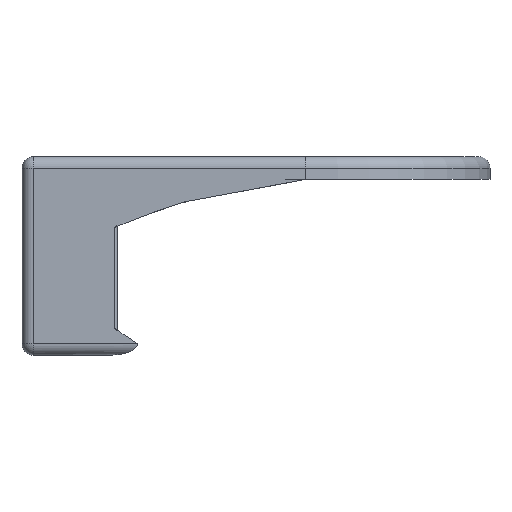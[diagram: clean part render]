
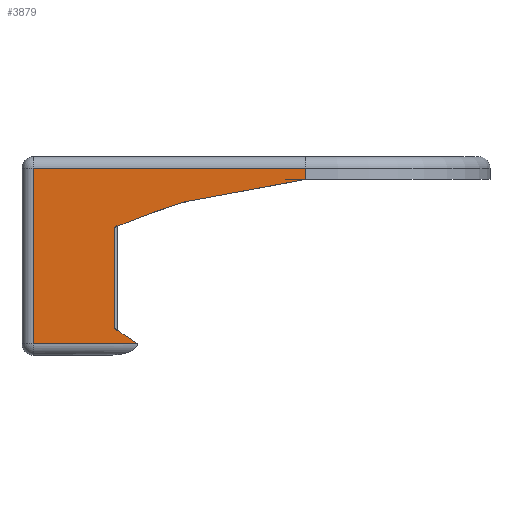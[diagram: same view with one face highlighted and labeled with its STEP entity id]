
A CAD part, left-side view. The second image highlights one B-rep face of the part: STEP entity #3879.
In plain terms, the highlighted planar face has unit normal (-1, 0, 0).
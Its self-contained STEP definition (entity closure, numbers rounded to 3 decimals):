
#32=(
BOUNDED_CURVE()
B_SPLINE_CURVE(2,(#6588,#6589,#6590),.UNSPECIFIED.,.F.,.F.)
B_SPLINE_CURVE_WITH_KNOTS((3,3),(0.992,1.145),
 .UNSPECIFIED.)
CURVE()
GEOMETRIC_REPRESENTATION_ITEM()
RATIONAL_B_SPLINE_CURVE((1.004,1.003,1.003))
REPRESENTATION_ITEM('')
);
#33=(
BOUNDED_CURVE()
B_SPLINE_CURVE(2,(#6591,#6592,#6593),.UNSPECIFIED.,.F.,.F.)
B_SPLINE_CURVE_WITH_KNOTS((3,3),(0.,0.352),.UNSPECIFIED.)
CURVE()
GEOMETRIC_REPRESENTATION_ITEM()
RATIONAL_B_SPLINE_CURVE((1.,1.001,1.))
REPRESENTATION_ITEM('')
);
#39=(
BOUNDED_CURVE()
B_SPLINE_CURVE(2,(#6752,#6753,#6754),.UNSPECIFIED.,.F.,.F.)
B_SPLINE_CURVE_WITH_KNOTS((3,3),(0.,1.17),.UNSPECIFIED.)
CURVE()
GEOMETRIC_REPRESENTATION_ITEM()
RATIONAL_B_SPLINE_CURVE((1.,1.008,1.))
REPRESENTATION_ITEM('')
);
#40=(
BOUNDED_CURVE()
B_SPLINE_CURVE(2,(#6755,#6756,#6757),.UNSPECIFIED.,.F.,.F.)
B_SPLINE_CURVE_WITH_KNOTS((3,3),(1.774,1.898),
 .UNSPECIFIED.)
CURVE()
GEOMETRIC_REPRESENTATION_ITEM()
RATIONAL_B_SPLINE_CURVE((1.024,1.023,1.023))
REPRESENTATION_ITEM('')
);
#278=PLANE('',#4253);
#467=FACE_OUTER_BOUND('',#718,.T.);
#718=EDGE_LOOP('',(#3565,#3566,#3567,#3568,#3569,#3570,#3571,#3572,#3573,
#3574));
#827=LINE('',#5805,#1183);
#865=LINE('',#6064,#1221);
#868=LINE('',#6071,#1224);
#871=LINE('',#6085,#1227);
#1097=LINE('',#6701,#1453);
#1104=LINE('',#6759,#1460);
#1183=VECTOR('',#4447,10.);
#1221=VECTOR('',#4621,10.);
#1224=VECTOR('',#4628,10.);
#1227=VECTOR('',#4645,10.);
#1453=VECTOR('',#5271,10.);
#1460=VECTOR('',#5296,10.);
#1623=VERTEX_POINT('',#5624);
#1679=VERTEX_POINT('',#5768);
#1680=VERTEX_POINT('',#5772);
#1683=VERTEX_POINT('',#5790);
#1752=VERTEX_POINT('',#6001);
#1753=VERTEX_POINT('',#6018);
#1757=VERTEX_POINT('',#6026);
#1767=VERTEX_POINT('',#6067);
#1924=VERTEX_POINT('',#6587);
#1953=VERTEX_POINT('',#6751);
#2081=EDGE_CURVE('',#1683,#1680,#827,.T.);
#2177=EDGE_CURVE('',#1753,#1757,#865,.T.);
#2181=EDGE_CURVE('',#1757,#1767,#868,.T.);
#2188=EDGE_CURVE('',#1752,#1753,#871,.T.);
#2436=EDGE_CURVE('',#1680,#1924,#32,.T.);
#2437=EDGE_CURVE('',#1752,#1924,#33,.T.);
#2487=EDGE_CURVE('',#1679,#1623,#1097,.T.);
#2500=EDGE_CURVE('',#1953,#1679,#39,.T.);
#2501=EDGE_CURVE('',#1953,#1683,#40,.T.);
#2502=EDGE_CURVE('',#1623,#1767,#1104,.T.);
#3565=ORIENTED_EDGE('',*,*,#2501,.F.);
#3566=ORIENTED_EDGE('',*,*,#2500,.T.);
#3567=ORIENTED_EDGE('',*,*,#2487,.T.);
#3568=ORIENTED_EDGE('',*,*,#2502,.T.);
#3569=ORIENTED_EDGE('',*,*,#2181,.F.);
#3570=ORIENTED_EDGE('',*,*,#2177,.F.);
#3571=ORIENTED_EDGE('',*,*,#2188,.F.);
#3572=ORIENTED_EDGE('',*,*,#2437,.T.);
#3573=ORIENTED_EDGE('',*,*,#2436,.F.);
#3574=ORIENTED_EDGE('',*,*,#2081,.F.);
#3879=ADVANCED_FACE('',(#467),#278,.T.);
#4253=AXIS2_PLACEMENT_3D('',#6758,#5294,#5295);
#4447=DIRECTION('',(0.,0.,-1.));
#4621=DIRECTION('',(0.,0.,1.));
#4628=DIRECTION('',(0.,-1.,0.));
#4645=DIRECTION('',(0.,1.,0.));
#5271=DIRECTION('',(0.,-0.983,0.182));
#5294=DIRECTION('center_axis',(-1.,0.,0.));
#5295=DIRECTION('ref_axis',(0.,1.,0.));
#5296=DIRECTION('',(0.,0.,1.));
#5624=CARTESIAN_POINT('',(-32.5,0.,0.));
#5768=CARTESIAN_POINT('',(-32.5,21.558,-4.));
#5772=CARTESIAN_POINT('',(-32.5,33.738,-26.155));
#5790=CARTESIAN_POINT('',(-32.5,33.738,-8.483));
#5805=CARTESIAN_POINT('',(-32.5,33.738,-17.5));
#6001=CARTESIAN_POINT('',(-32.5,29.661,-29.));
#6018=CARTESIAN_POINT('',(-32.5,48.,-29.));
#6026=CARTESIAN_POINT('',(-32.5,48.,2.));
#6064=CARTESIAN_POINT('',(-32.5,48.,4.));
#6067=CARTESIAN_POINT('',(-32.5,0.,2.));
#6071=CARTESIAN_POINT('',(-32.5,1.118,2.));
#6085=CARTESIAN_POINT('',(-32.5,15.18,-29.));
#6587=CARTESIAN_POINT('',(-32.5,32.554,-27.));
#6588=CARTESIAN_POINT('Ctrl Pts',(-32.5,33.738,-26.155));
#6589=CARTESIAN_POINT('Ctrl Pts',(-32.5,33.14,-26.585));
#6590=CARTESIAN_POINT('Ctrl Pts',(-32.5,32.554,-27.));
#6591=CARTESIAN_POINT('Ctrl Pts',(-32.5,29.661,-29.));
#6592=CARTESIAN_POINT('Ctrl Pts',(-32.5,31.075,-28.047));
#6593=CARTESIAN_POINT('Ctrl Pts',(-32.5,32.554,-27.));
#6701=CARTESIAN_POINT('',(-32.5,10.42,-1.933));
#6751=CARTESIAN_POINT('',(-32.5,32.554,-8.));
#6752=CARTESIAN_POINT('Ctrl Pts',(-32.5,32.554,-8.));
#6753=CARTESIAN_POINT('Ctrl Pts',(-32.5,26.603,-5.594));
#6754=CARTESIAN_POINT('Ctrl Pts',(-32.5,21.558,-4.));
#6755=CARTESIAN_POINT('Ctrl Pts',(-32.5,32.554,-8.));
#6756=CARTESIAN_POINT('Ctrl Pts',(-32.5,33.14,-8.237));
#6757=CARTESIAN_POINT('Ctrl Pts',(-32.5,33.738,-8.483));
#6758=CARTESIAN_POINT('Origin',(-32.5,0.,4.));
#6759=CARTESIAN_POINT('',(-32.5,0.,0.));
